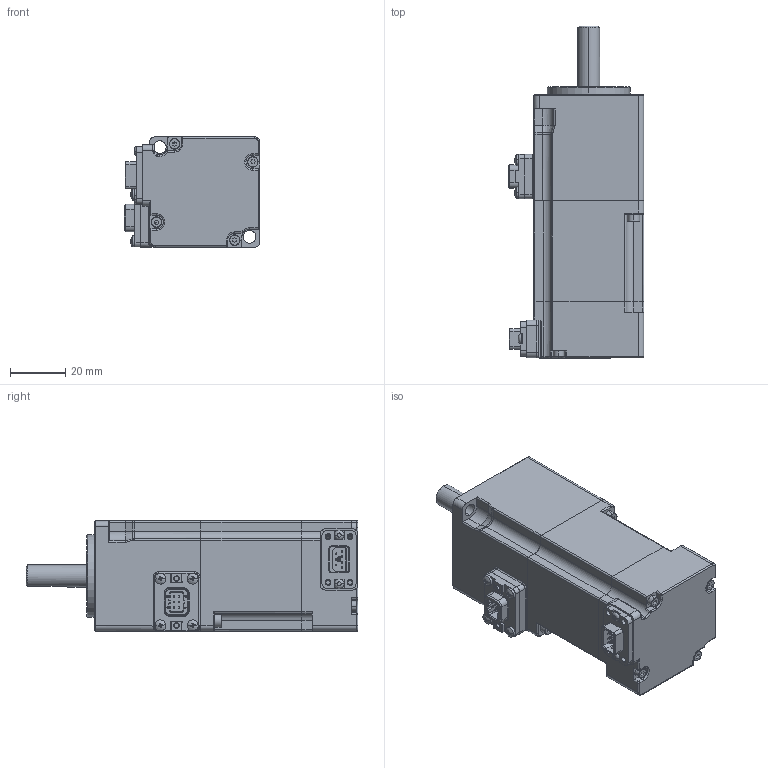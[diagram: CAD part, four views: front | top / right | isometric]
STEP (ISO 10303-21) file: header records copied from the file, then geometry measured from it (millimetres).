
FILE_DESCRIPTION (( 'STEP AP203' ), '1' );
FILE_NAME ('MS6H-40TH30BZ3-20A5-S.STEP', '2024-08-08T10:43:09', ( '' ), ( '' ), 'SwSTEP 2.0', 'SolidWorks 2022', '' );
FILE_SCHEMA (( 'CONFIG_CONTROL_DESIGN' ));
Length unit declared in the file: millimetre
Products named in the file (1): MS6H-40TH30BZ3-20A5-S
Bounding box: 49.2 x 120.4 x 40 mm (x, y, z)
Surface area: 22798.2 mm2 (no closed solid volume)
Topology: 0 solids, 20 shells, 705 faces, 2305 edges, 1582 vertices
Faces by surface type: plane 374, cylinder 216, torus 47, cone 31, bspline 20, sphere 17
Entity records: 25961 total; most frequent: CARTESIAN_POINT 6025, DIRECTION 4173, ORIENTED_EDGE 3767, EDGE_CURVE 2296, VERTEX_POINT 1582, LINE 1525, VECTOR 1525, AXIS2_PLACEMENT_3D 1324
